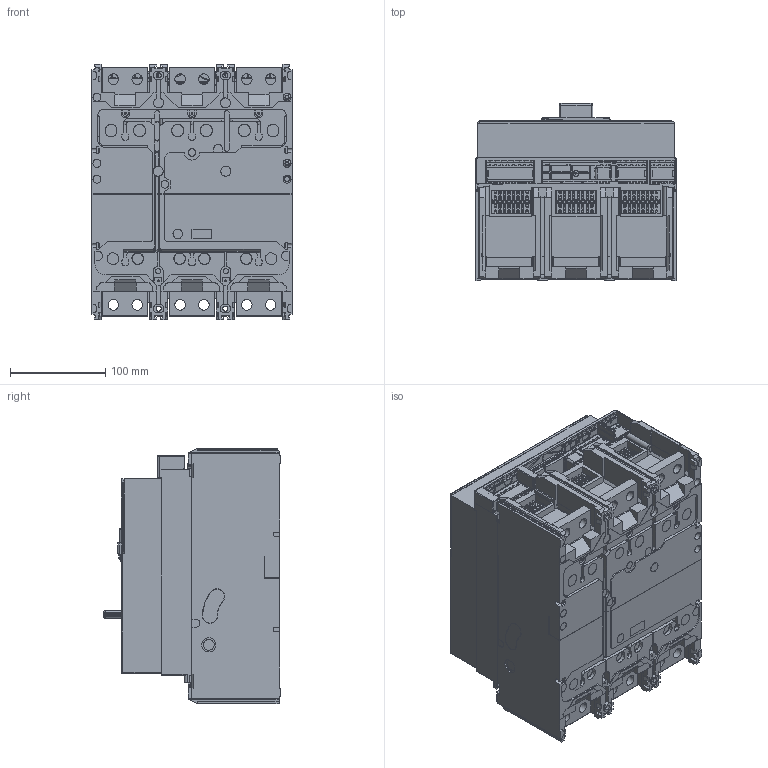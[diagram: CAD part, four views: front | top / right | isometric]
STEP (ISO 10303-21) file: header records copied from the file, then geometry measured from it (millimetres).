
FILE_DESCRIPTION((''),'2;1');
FILE_NAME('1SDH002065A1336_SR','2019-06-28T',('ITSTCAR1'),(''),'CREO PARAMETRIC BY PTC INC, 2016050','CREO PARAMETRIC BY PTC INC, 2016050','');
FILE_SCHEMA(('AUTOMOTIVE_DESIGN { 1 0 10303 214 1 1 1 1 }'));
Products named in the file (1): 1SDH002065A1336_SR
Bounding box: 210 x 185.75 x 268 mm (x, y, z)
Volume: 7142641.6 mm3; surface area: 447222 mm2
Topology: 1 solids, 9 shells, 5546 faces, 15559 edges, 10031 vertices
Faces by surface type: plane 3670, cylinder 1456, torus 164, sphere 108, bspline 96, cone 46, extrusion 6
Entity records: 211622 total; most frequent: CARTESIAN_POINT 51825, ORIENTED_EDGE 30884, DIRECTION 27815, EDGE_CURVE 15442, VECTOR 11469, LINE 11463, VERTEX_POINT 10031, AXIS2_PLACEMENT_3D 8173
